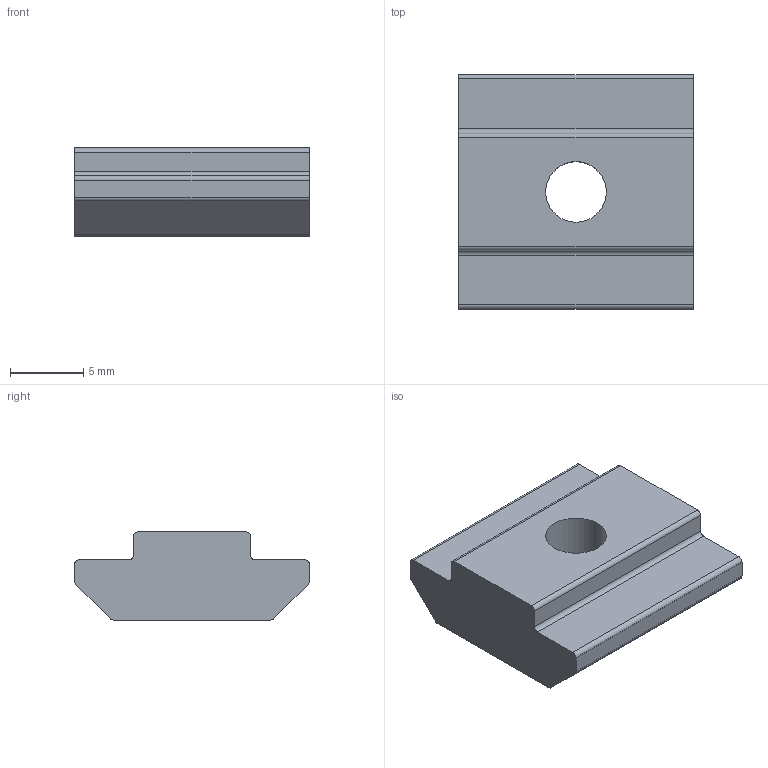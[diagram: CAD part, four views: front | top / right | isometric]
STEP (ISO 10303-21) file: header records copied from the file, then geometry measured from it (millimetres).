
FILE_DESCRIPTION(/* description */ ('STEP AP214'),/* implementation_level */ '2;1');
FILE_NAME(/* name */ '096015',/* time_stamp */ '2022-09-01T14:33:46+02:00',/* author */ ('License CC BY-ND 4.0'),/* organization */ ('CADENAS'),/* preprocessor_version */ 'ST-DEVELOPER v18.102',/* originating_system */ 'PARTsolutions',/* authorisation */ ' ');
FILE_SCHEMA (('AUTOMOTIVE_DESIGN {1 0 10303 214 3 1 1}'));
Length unit declared in the file: millimetre
Products named in the file (1): 096015
Bounding box: 16 x 16 x 6 mm (x, y, z)
Volume: 1110.7 mm3; surface area: 843.7 mm2
Topology: 1 solids, 1 shells, 23 faces, 63 edges, 42 vertices
Faces by surface type: plane 12, cylinder 11
Full cylindrical faces by diameter (mm): 4.134 x1
Entity records: 768 total; most frequent: DIRECTION 132, CARTESIAN_POINT 128, ORIENTED_EDGE 124, EDGE_CURVE 62, AXIS2_PLACEMENT_3D 46, VERTEX_POINT 42, LINE 40, VECTOR 40
